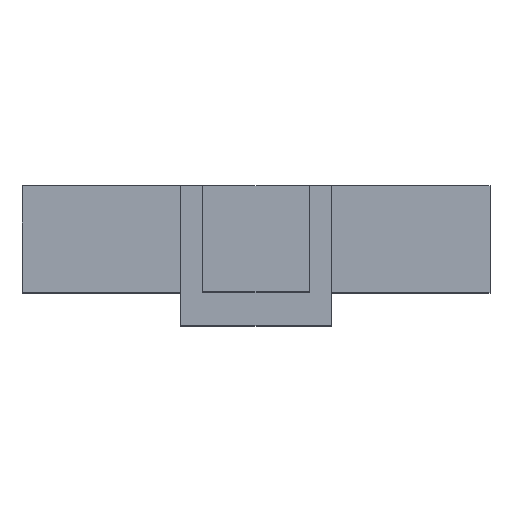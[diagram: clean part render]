
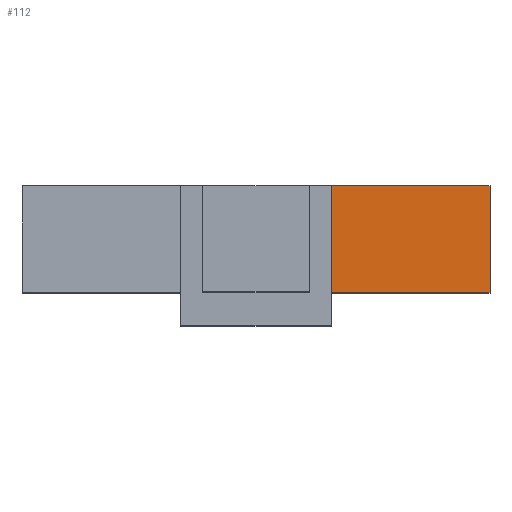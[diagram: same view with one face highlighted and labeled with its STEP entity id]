
A CAD part, top view. The second image highlights one B-rep face of the part: STEP entity #112.
In plain terms, the highlighted planar face has unit normal (0, 0, 1).
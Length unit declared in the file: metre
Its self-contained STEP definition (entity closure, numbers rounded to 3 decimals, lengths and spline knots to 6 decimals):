
#112 = ADVANCED_FACE( '', ( #230 ), #231, .F. );
#230 = FACE_OUTER_BOUND( '', #351, .T. );
#231 = PLANE( '', #352 );
#351 = EDGE_LOOP( '', ( #647, #648, #649, #650 ) );
#352 = AXIS2_PLACEMENT_3D( '', #651, #652, #653 );
#647 = ORIENTED_EDGE( '', *, *, #881, .T. );
#648 = ORIENTED_EDGE( '', *, *, #885, .F. );
#649 = ORIENTED_EDGE( '', *, *, #853, .F. );
#650 = ORIENTED_EDGE( '', *, *, #808, .T. );
#651 = CARTESIAN_POINT( '', ( 0.001677, -0.000395, 0.003735 ) );
#652 = DIRECTION( '', ( 0., 0., -1. ) );
#653 = DIRECTION( '', ( 0., 1., 0. ) );
#808 = EDGE_CURVE( '', #996, #994, #997, .T. );
#853 = EDGE_CURVE( '', #996, #1063, #1064, .T. );
#881 = EDGE_CURVE( '', #994, #1097, #1099, .T. );
#885 = EDGE_CURVE( '', #1063, #1097, #1103, .T. );
#994 = VERTEX_POINT( '', #1256 );
#996 = VERTEX_POINT( '', #1259 );
#997 = LINE( '', #1260, #1261 );
#1063 = VERTEX_POINT( '', #1360 );
#1064 = LINE( '', #1361, #1362 );
#1097 = VERTEX_POINT( '', #1413 );
#1099 = LINE( '', #1416, #1417 );
#1103 = LINE( '', #1422, #1423 );
#1256 = CARTESIAN_POINT( '', ( 0.000539, 0., 0.003735 ) );
#1259 = CARTESIAN_POINT( '', ( 0.001677, 0., 0.003735 ) );
#1260 = CARTESIAN_POINT( '', ( 0.001677, 0., 0.003735 ) );
#1261 = VECTOR( '', #1493, 1. );
#1360 = CARTESIAN_POINT( '', ( 0.001677, -0.000763, 0.003735 ) );
#1361 = CARTESIAN_POINT( '', ( 0.001677, -0.000395, 0.003735 ) );
#1362 = VECTOR( '', #1527, 1. );
#1413 = CARTESIAN_POINT( '', ( 0.000539, -0.000763, 0.003735 ) );
#1416 = CARTESIAN_POINT( '', ( 0.000539, -0.000395, 0.003735 ) );
#1417 = VECTOR( '', #1547, 1. );
#1422 = CARTESIAN_POINT( '', ( 0.001677, -0.000763, 0.003735 ) );
#1423 = VECTOR( '', #1549, 1. );
#1493 = DIRECTION( '', ( -1., 0., 0. ) );
#1527 = DIRECTION( '', ( 0., -1., 0. ) );
#1547 = DIRECTION( '', ( 0., -1., 0. ) );
#1549 = DIRECTION( '', ( -1., 0., 0. ) );
